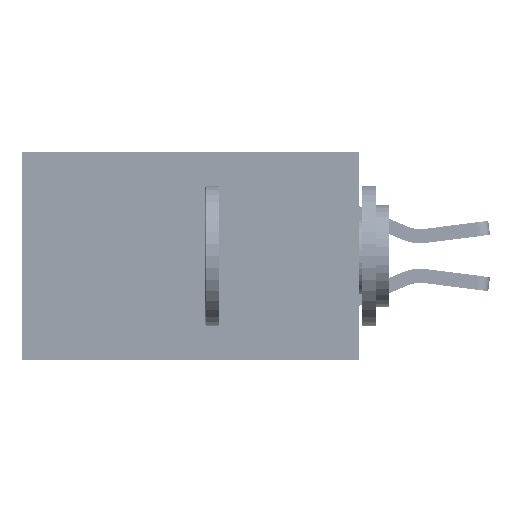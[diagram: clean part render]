
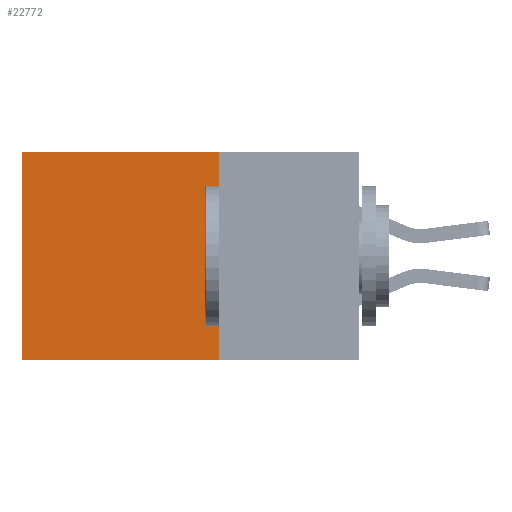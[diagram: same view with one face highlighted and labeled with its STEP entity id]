
A CAD part, left-side view. The second image highlights one B-rep face of the part: STEP entity #22772.
In plain terms, the highlighted planar face has unit normal (-1, 0, 0).
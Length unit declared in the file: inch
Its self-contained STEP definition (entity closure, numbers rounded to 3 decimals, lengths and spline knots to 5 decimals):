
#3438 = PLANE ( 'NONE',  #36427 ) ;
#4053 = CARTESIAN_POINT ( 'NONE',  ( 0.2875, 0.25, 0. ) ) ;
#5972 = DIRECTION ( 'NONE',  ( 0., 1., 0. ) ) ;
#6662 = LINE ( 'NONE', #11775, #21606 ) ;
#6741 = ORIENTED_EDGE ( 'NONE', *, *, #34105, .F. ) ;
#7221 = VERTEX_POINT ( 'NONE', #33989 ) ;
#7289 = CARTESIAN_POINT ( 'NONE',  ( 0.2875, 0.25, 0. ) ) ;
#11775 = CARTESIAN_POINT ( 'NONE',  ( 0.2875, 0.6, 0. ) ) ;
#11879 = CARTESIAN_POINT ( 'NONE',  ( 0.2875, 0.6, 0. ) ) ;
#14264 = CARTESIAN_POINT ( 'NONE',  ( 0.2875, 0.25, -0.37 ) ) ;
#15787 = EDGE_CURVE ( 'NONE', #38703, #23237, #6662, .T. ) ;
#16787 = ORIENTED_EDGE ( 'NONE', *, *, #30798, .T. ) ;
#16828 = LINE ( 'NONE', #24689, #42571 ) ;
#20793 = VECTOR ( 'NONE', #41027, 39.37008 ) ;
#21606 = VECTOR ( 'NONE', #46230, 39.37008 ) ;
#22772 = ADVANCED_FACE ( 'NONE', ( #30909 ), #3438, .F. ) ;
#22966 = VERTEX_POINT ( 'NONE', #34640 ) ;
#23237 = VERTEX_POINT ( 'NONE', #31911 ) ;
#23815 = ORIENTED_EDGE ( 'NONE', *, *, #46260, .F. ) ;
#24689 = CARTESIAN_POINT ( 'NONE',  ( 0.2875, 0.25, 0. ) ) ;
#30798 = EDGE_CURVE ( 'NONE', #22966, #38703, #16828, .T. ) ;
#30909 = FACE_OUTER_BOUND ( 'NONE', #45814, .T. ) ;
#31911 = CARTESIAN_POINT ( 'NONE',  ( 0.2875, 0.6, -0.37 ) ) ;
#33169 = LINE ( 'NONE', #4053, #36166 ) ;
#33982 = ORIENTED_EDGE ( 'NONE', *, *, #15787, .T. ) ;
#33989 = CARTESIAN_POINT ( 'NONE',  ( 0.2875, 0.25, -0.37 ) ) ;
#34105 = EDGE_CURVE ( 'NONE', #7221, #23237, #48944, .T. ) ;
#34640 = CARTESIAN_POINT ( 'NONE',  ( 0.2875, 0.25, 0. ) ) ;
#34807 = DIRECTION ( 'NONE',  ( 0., 0., -1. ) ) ;
#36166 = VECTOR ( 'NONE', #34807, 39.37008 ) ;
#36427 = AXIS2_PLACEMENT_3D ( 'NONE', #7289, #41586, #45269 ) ;
#38703 = VERTEX_POINT ( 'NONE', #11879 ) ;
#41027 = DIRECTION ( 'NONE',  ( 0., 1., 0. ) ) ;
#41586 = DIRECTION ( 'NONE',  ( 1., 0., 0. ) ) ;
#42571 = VECTOR ( 'NONE', #5972, 39.37008 ) ;
#45269 = DIRECTION ( 'NONE',  ( 0., 0., -1. ) ) ;
#45814 = EDGE_LOOP ( 'NONE', ( #33982, #6741, #23815, #16787 ) ) ;
#46230 = DIRECTION ( 'NONE',  ( 0., 0., -1. ) ) ;
#46260 = EDGE_CURVE ( 'NONE', #22966, #7221, #33169, .T. ) ;
#48944 = LINE ( 'NONE', #14264, #20793 ) ;
